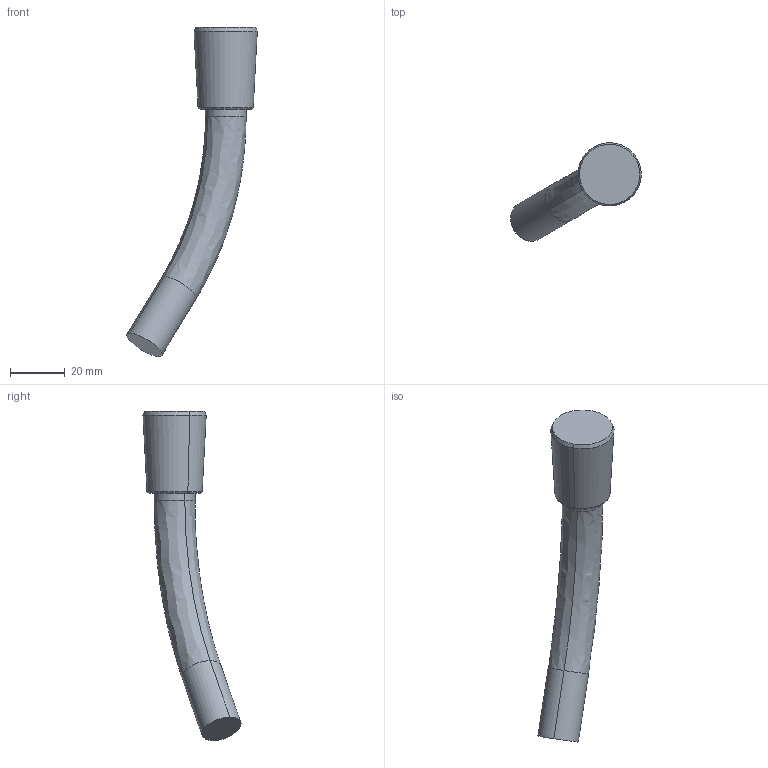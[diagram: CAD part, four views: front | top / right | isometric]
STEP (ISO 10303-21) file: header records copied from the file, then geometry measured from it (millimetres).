
FILE_DESCRIPTION(('CAx-IF Rec.Pracs.---Model Styling and Organization---1.2---2011-12-15','CAx-IF Rec.Pracs.---Geometric and Assembly Validation Properties---4.1---2014-06-16','CAx-IF Rec.Pracs.---PMI Polyline Presentation---2.0---2013-05-24'),'2;1');
FILE_NAME('1000117638_PPR_000.stp','2020-11-17T15:28:17+01:00',(''),(''),'STEP Interface 4.3 by CT CoreTechnologie','3D_Evolution4.3 by CT CoreTechnologie','');
FILE_SCHEMA(('AP203_CONFIGURATION_CONTROLLED_3D_DESIGN_OF_MECHANICAL_PARTS_AND_ASSEMBLIES_MIM_LF'));
Length unit declared in the file: millimetre
Products named in the file (3): P_2 Isiflex B Schlauchst. EB Wirbels.geb 1000117638_PPR_000_A1; P_2 Halbfertigschlauch Isiflex B (EB) 1000114312_PPA_000_A0; P_2 Mutter Wirbelseite Isiflex 1000084521_PPA_000_A1
Assembly tree (2 placements, depth 2):
  P_2 Isiflex B Schlauchst. EB Wirbels.geb 1000117638_PPR_000_A1
    P_2 Halbfertigschlauch Isiflex B (EB) 1000114312_PPA_000_A0
    P_2 Mutter Wirbelseite Isiflex 1000084521_PPA_000_A1
Bounding box: 47.89 x 35.96 x 120.79 mm (x, y, z)
Volume: 28714.6 mm3; surface area: 7779.5 mm2
Topology: 2 solids, 2 shells, 16 faces, 28 edges, 16 vertices
Faces by surface type: bspline 8, cylinder 4, plane 4
Entity records: 1048 total; most frequent: CARTESIAN_POINT 269, DIRECTION 70, ORIENTED_EDGE 56, DESCRIPTIVE_REPRESENTATION_ITEM 44, REPRESENTATION 44, PROPERTY_DEFINITION 44, GENERAL_PROPERTY 44, PROPERTY_DEFINITION_REPRESENTATION 44
